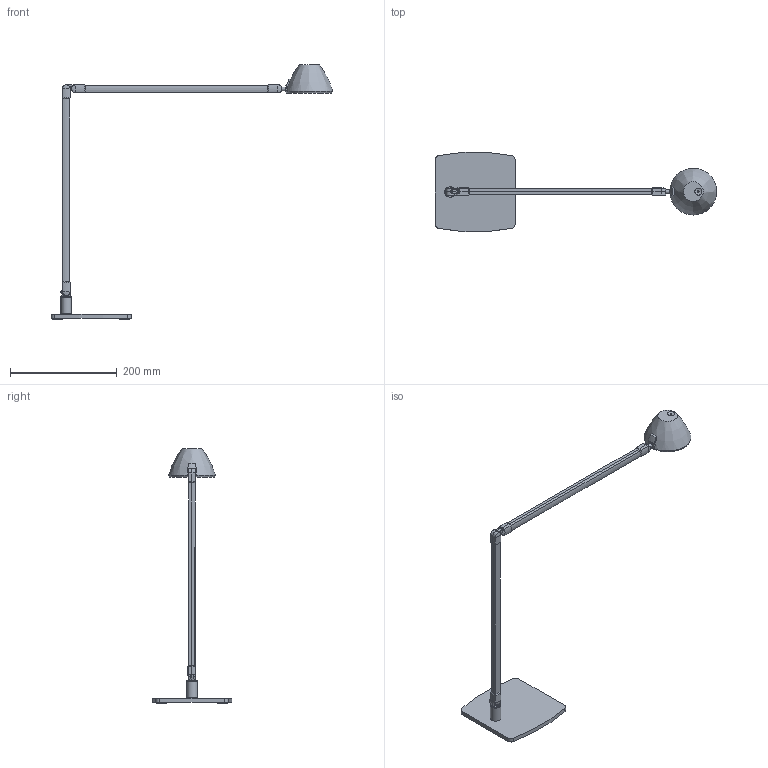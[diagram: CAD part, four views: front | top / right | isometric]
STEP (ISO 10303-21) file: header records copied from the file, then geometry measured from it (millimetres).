
FILE_DESCRIPTION(/* description */ (''),/* implementation_level */ '2;1');
FILE_NAME(/* name */ '10000153239n3p000_00_214.stp',/* time_stamp */ '2021-10-18T14:53:02+02:00',/* author */ (''),/* organization */ (''),/* preprocessor_version */ 'ST-DEVELOPER v15',/* originating_system */ 'SIEMENS PLM Software NX 9.0',/* authorisation */ '');
FILE_SCHEMA (('AUTOMOTIVE_DESIGN { 1 0 10303 214 3 1 1 1 }'));
Length unit declared in the file: millimetre
Products named in the file (1): 10000153239n3p000_00
Bounding box: 528.2 x 148.51 x 477.8 mm (x, y, z)
Volume: 516302.1 mm3; surface area: 109693 mm2
Topology: 2 solids, 3 shells, 190 faces, 502 edges, 318 vertices
Faces by surface type: plane 91, cylinder 38, cone 30, bspline 20, sphere 11
Full cylindrical faces by diameter (mm): 2.9 x1, 6.8 x1, 15.8 x1, 18 x4, 19.6 x1, 19.8 x1
Entity records: 6361 total; most frequent: CARTESIAN_POINT 2054, ORIENTED_EDGE 922, DIRECTION 828, EDGE_CURVE 461, AXIS2_PLACEMENT_3D 336, VERTEX_POINT 300, EDGE_LOOP 212, ADVANCED_FACE 190
